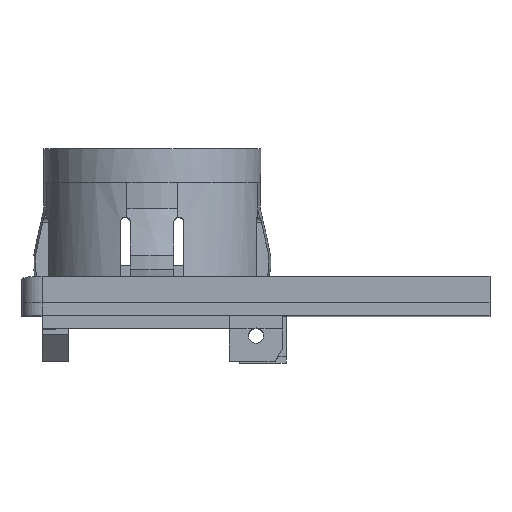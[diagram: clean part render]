
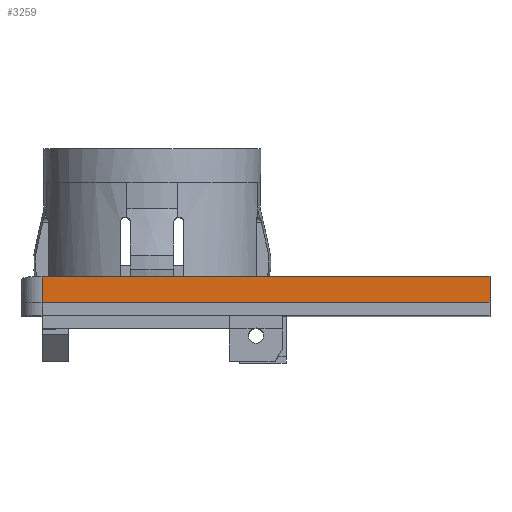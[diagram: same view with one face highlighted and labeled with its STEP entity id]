
A CAD part, top view. The second image highlights one B-rep face of the part: STEP entity #3259.
In plain terms, the highlighted planar face has unit normal (0, 0, 1).
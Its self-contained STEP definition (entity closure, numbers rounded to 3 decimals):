
#2988 = EDGE_CURVE('',#2989,#2991,#2993,.T.);
#2989 = VERTEX_POINT('',#2990);
#2990 = CARTESIAN_POINT('',(-32.,3.9,42.));
#2991 = VERTEX_POINT('',#2992);
#2992 = CARTESIAN_POINT('',(35.,3.9,42.));
#2993 = LINE('',#2994,#2995);
#2994 = CARTESIAN_POINT('',(-35.,3.9,42.));
#2995 = VECTOR('',#2996,1.);
#2996 = DIRECTION('',(1.,0.,0.));
#3259 = ADVANCED_FACE('',(#3260),#3285,.F.);
#3260 = FACE_BOUND('',#3261,.F.);
#3261 = EDGE_LOOP('',(#3262,#3270,#3271,#3279));
#3262 = ORIENTED_EDGE('',*,*,#3263,.F.);
#3263 = EDGE_CURVE('',#2989,#3264,#3266,.T.);
#3264 = VERTEX_POINT('',#3265);
#3265 = CARTESIAN_POINT('',(-32.,0.,42.));
#3266 = LINE('',#3267,#3268);
#3267 = CARTESIAN_POINT('',(-32.,3.9,42.));
#3268 = VECTOR('',#3269,1.);
#3269 = DIRECTION('',(0.,-1.,0.));
#3270 = ORIENTED_EDGE('',*,*,#2988,.T.);
#3271 = ORIENTED_EDGE('',*,*,#3272,.T.);
#3272 = EDGE_CURVE('',#2991,#3273,#3275,.T.);
#3273 = VERTEX_POINT('',#3274);
#3274 = CARTESIAN_POINT('',(35.,0.,42.));
#3275 = LINE('',#3276,#3277);
#3276 = CARTESIAN_POINT('',(35.,3.9,42.));
#3277 = VECTOR('',#3278,1.);
#3278 = DIRECTION('',(0.,-1.,0.));
#3279 = ORIENTED_EDGE('',*,*,#3280,.T.);
#3280 = EDGE_CURVE('',#3273,#3264,#3281,.T.);
#3281 = LINE('',#3282,#3283);
#3282 = CARTESIAN_POINT('',(35.,0.,42.));
#3283 = VECTOR('',#3284,1.);
#3284 = DIRECTION('',(-1.,0.,0.));
#3285 = PLANE('',#3286);
#3286 = AXIS2_PLACEMENT_3D('',#3287,#3288,#3289);
#3287 = CARTESIAN_POINT('',(-35.,3.9,42.));
#3288 = DIRECTION('',(0.,0.,-1.));
#3289 = DIRECTION('',(0.,-1.,0.));
